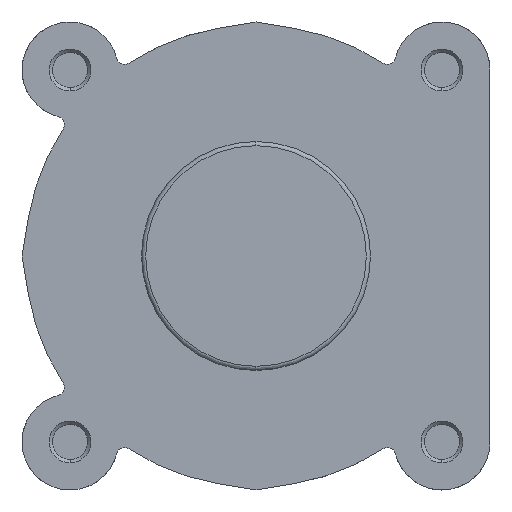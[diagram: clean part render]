
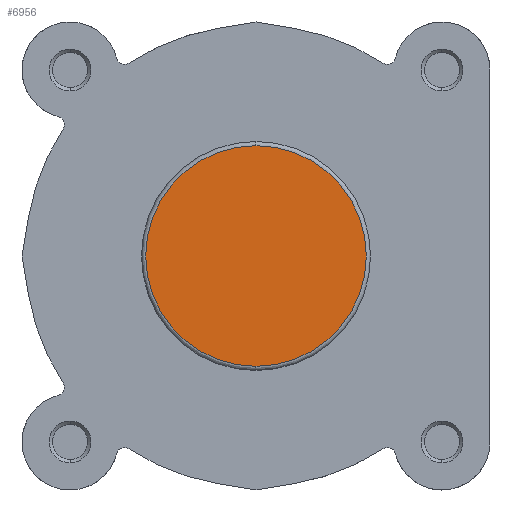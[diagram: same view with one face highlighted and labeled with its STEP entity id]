
A CAD part, left-side view. The second image highlights one B-rep face of the part: STEP entity #6956.
In plain terms, the highlighted planar face has unit normal (-1, 0, 0).
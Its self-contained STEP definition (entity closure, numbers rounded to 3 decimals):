
#106 = ORIENTED_EDGE ( 'NONE', *, *, #1236, .T. ) ;
#131 = ORIENTED_EDGE ( 'NONE', *, *, #1336, .T. ) ;
#502 = PLANE ( 'NONE',  #2154 ) ;
#523 = CARTESIAN_POINT ( 'NONE',  ( 0., 27.4, 0. ) ) ;
#532 = DIRECTION ( 'NONE',  ( 1., 0., 0. ) ) ;
#533 = DIRECTION ( 'NONE',  ( 0., 0., -1. ) ) ;
#937 = EDGE_LOOP ( 'NONE', ( #131, #106 ) ) ;
#1236 = EDGE_CURVE ( 'NONE', #2209, #2350, #4158, .T. ) ;
#1336 = EDGE_CURVE ( 'NONE', #2350, #2209, #4293, .T. ) ;
#1679 = AXIS2_PLACEMENT_3D ( 'NONE', #2889, #2890, #2891 ) ;
#1741 = AXIS2_PLACEMENT_3D ( 'NONE', #3144, #3151, #3152 ) ;
#2154 = AXIS2_PLACEMENT_3D ( 'NONE', #523, #532, #533 ) ;
#2209 = VERTEX_POINT ( 'NONE', #5011 ) ;
#2350 = VERTEX_POINT ( 'NONE', #5152 ) ;
#2889 = CARTESIAN_POINT ( 'NONE',  ( 0., 0., 0. ) ) ;
#2890 = DIRECTION ( 'NONE',  ( -1., 0., 0. ) ) ;
#2891 = DIRECTION ( 'NONE',  ( 0., 0., -1. ) ) ;
#3144 = CARTESIAN_POINT ( 'NONE',  ( 0., 0., 0. ) ) ;
#3151 = DIRECTION ( 'NONE',  ( -1., 0., 0. ) ) ;
#3152 = DIRECTION ( 'NONE',  ( 0., 0., -1. ) ) ;
#4158 = CIRCLE ( 'NONE', #1679, 26.4 ) ;
#4293 = CIRCLE ( 'NONE', #1741, 26.4 ) ;
#5011 = CARTESIAN_POINT ( 'NONE',  ( 0., 0., 26.4 ) ) ;
#5152 = CARTESIAN_POINT ( 'NONE',  ( 0., 0., -26.4 ) ) ;
#6521 = FACE_OUTER_BOUND ( 'NONE', #937, .T. ) ;
#6956 = ADVANCED_FACE ( 'NONE', ( #6521 ), #502, .F. ) ;
